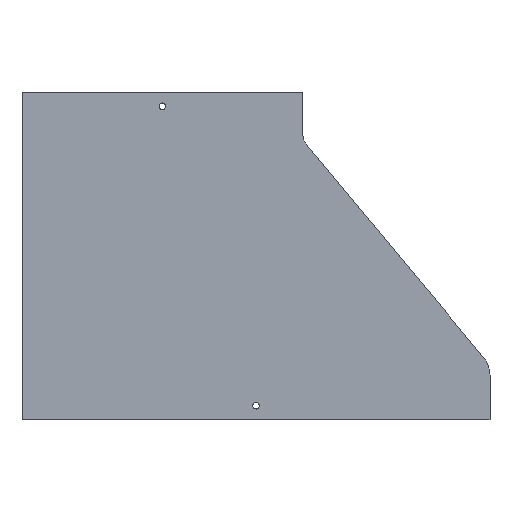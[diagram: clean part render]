
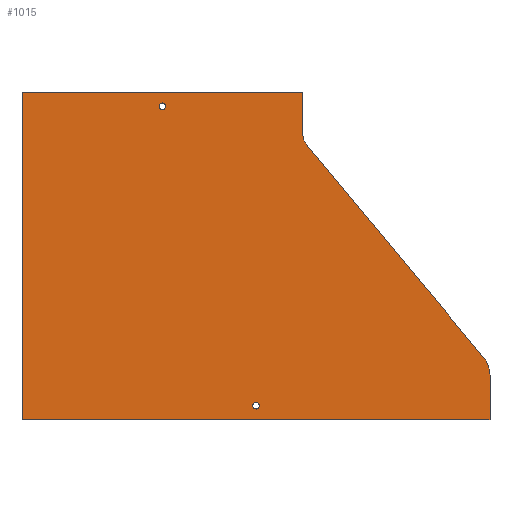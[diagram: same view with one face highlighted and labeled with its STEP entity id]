
A CAD part, front view. The second image highlights one B-rep face of the part: STEP entity #1015.
In plain terms, the highlighted planar face has unit normal (0, -1, 0).
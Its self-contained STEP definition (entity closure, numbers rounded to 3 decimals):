
#47 = DIRECTION ( 'NONE',  ( 0., 1., 0. ) ) ;
#64 = CARTESIAN_POINT ( 'NONE',  ( -320., 0., -44.139 ) ) ;
#75 = PLANE ( 'NONE',  #943 ) ;
#81 = DIRECTION ( 'NONE',  ( 0., 0., 1. ) ) ;
#143 = ORIENTED_EDGE ( 'NONE', *, *, #177, .F. ) ;
#174 = EDGE_CURVE ( 'NONE', #1780, #1780, #1445, .T. ) ;
#177 = EDGE_CURVE ( 'NONE', #1782, #1782, #1450, .T. ) ;
#179 = EDGE_CURVE ( 'NONE', #1299, #1310, #1448, .T. ) ;
#180 = EDGE_CURVE ( 'NONE', #1298, #1299, #1443, .T. ) ;
#181 = EDGE_CURVE ( 'NONE', #1274, #1298, #1452, .T. ) ;
#195 = EDGE_CURVE ( 'NONE', #1295, #1250, #1468, .T. ) ;
#196 = EDGE_CURVE ( 'NONE', #1258, #1294, #1480, .T. ) ;
#197 = EDGE_CURVE ( 'NONE', #1294, #1295, #1482, .T. ) ;
#259 = EDGE_CURVE ( 'NONE', #1258, #1274, #1591, .T. ) ;
#283 = EDGE_CURVE ( 'NONE', #1310, #1250, #1627, .T. ) ;
#317 = AXIS2_PLACEMENT_3D ( 'NONE', #768, #654, #665 ) ;
#319 = AXIS2_PLACEMENT_3D ( 'NONE', #662, #663, #763 ) ;
#320 = AXIS2_PLACEMENT_3D ( 'NONE', #458, #765, #764 ) ;
#321 = AXIS2_PLACEMENT_3D ( 'NONE', #572, #770, #655 ) ;
#451 = CARTESIAN_POINT ( 'NONE',  ( 304.636, 0., -56.942 ) ) ;
#458 = CARTESIAN_POINT ( 'NONE',  ( 320., 0., -44.139 ) ) ;
#475 = DIRECTION ( 'NONE',  ( -1., 0., 0. ) ) ;
#477 = CARTESIAN_POINT ( 'NONE',  ( -500., 0., -350. ) ) ;
#478 = DIRECTION ( 'NONE',  ( 0., 0., 1. ) ) ;
#481 = DIRECTION ( 'NONE',  ( 0., 0., 1. ) ) ;
#483 = CARTESIAN_POINT ( 'NONE',  ( 0., 0., 0. ) ) ;
#569 = CARTESIAN_POINT ( 'NONE',  ( 500., 0., -302.241 ) ) ;
#572 = CARTESIAN_POINT ( 'NONE',  ( 470., 0., -302.241 ) ) ;
#600 = CARTESIAN_POINT ( 'NONE',  ( 300., 0., 0. ) ) ;
#641 = DIRECTION ( 'NONE',  ( 0., 0., 1. ) ) ;
#654 = DIRECTION ( 'NONE',  ( 0., -1., 0. ) ) ;
#655 = DIRECTION ( 'NONE',  ( 0., 0., 1. ) ) ;
#662 = CARTESIAN_POINT ( 'NONE',  ( 250., 0., -335. ) ) ;
#663 = DIRECTION ( 'NONE',  ( 0., -1., 0. ) ) ;
#665 = DIRECTION ( 'NONE',  ( 0., 0., -1. ) ) ;
#697 = DIRECTION ( 'NONE',  ( 1., 0., 0. ) ) ;
#741 = CARTESIAN_POINT ( 'NONE',  ( -300., 0., 0. ) ) ;
#761 = DIRECTION ( 'NONE',  ( -0.64, 0., 0.768 ) ) ;
#763 = DIRECTION ( 'NONE',  ( 0., 0., -1. ) ) ;
#764 = DIRECTION ( 'NONE',  ( 0., 0., 1. ) ) ;
#765 = DIRECTION ( 'NONE',  ( 0., 1., 0. ) ) ;
#768 = CARTESIAN_POINT ( 'NONE',  ( 150., 0., -15. ) ) ;
#770 = DIRECTION ( 'NONE',  ( 0., -1., 0. ) ) ;
#832 = CARTESIAN_POINT ( 'NONE',  ( 300., 0., 0. ) ) ;
#840 = CARTESIAN_POINT ( 'NONE',  ( 500., 0., -350. ) ) ;
#856 = CARTESIAN_POINT ( 'NONE',  ( 500., 0., -302.241 ) ) ;
#876 = CARTESIAN_POINT ( 'NONE',  ( 0., 0., -350. ) ) ;
#877 = CARTESIAN_POINT ( 'NONE',  ( 0., 0., 0. ) ) ;
#880 = CARTESIAN_POINT ( 'NONE',  ( 493.047, 0., -283.035 ) ) ;
#881 = CARTESIAN_POINT ( 'NONE',  ( 304.636, 0., -56.942 ) ) ;
#892 = CARTESIAN_POINT ( 'NONE',  ( 300., 0., -44.139 ) ) ;
#905 = CARTESIAN_POINT ( 'NONE',  ( 150., 0., -18.5 ) ) ;
#907 = CARTESIAN_POINT ( 'NONE',  ( 250., 0., -338.5 ) ) ;
#943 = AXIS2_PLACEMENT_3D ( 'NONE', #64, #47, #81 ) ;
#1015 = ADVANCED_FACE ( 'NONE', ( #1716, #1719, #1714 ), #75, .F. ) ;
#1051 = ORIENTED_EDGE ( 'NONE', *, *, #174, .F. ) ;
#1052 = ORIENTED_EDGE ( 'NONE', *, *, #195, .F. ) ;
#1053 = ORIENTED_EDGE ( 'NONE', *, *, #197, .F. ) ;
#1054 = ORIENTED_EDGE ( 'NONE', *, *, #196, .F. ) ;
#1055 = ORIENTED_EDGE ( 'NONE', *, *, #259, .T. ) ;
#1056 = ORIENTED_EDGE ( 'NONE', *, *, #181, .T. ) ;
#1057 = ORIENTED_EDGE ( 'NONE', *, *, #180, .T. ) ;
#1058 = ORIENTED_EDGE ( 'NONE', *, *, #179, .T. ) ;
#1059 = ORIENTED_EDGE ( 'NONE', *, *, #283, .T. ) ;
#1163 = EDGE_LOOP ( 'NONE', ( #1051 ) ) ;
#1180 = EDGE_LOOP ( 'NONE', ( #1052, #1053, #1054, #1055, #1056, #1057, #1058, #1059 ) ) ;
#1181 = EDGE_LOOP ( 'NONE', ( #143 ) ) ;
#1250 = VERTEX_POINT ( 'NONE', #832 ) ;
#1258 = VERTEX_POINT ( 'NONE', #840 ) ;
#1274 = VERTEX_POINT ( 'NONE', #856 ) ;
#1294 = VERTEX_POINT ( 'NONE', #876 ) ;
#1295 = VERTEX_POINT ( 'NONE', #877 ) ;
#1298 = VERTEX_POINT ( 'NONE', #880 ) ;
#1299 = VERTEX_POINT ( 'NONE', #881 ) ;
#1310 = VERTEX_POINT ( 'NONE', #892 ) ;
#1443 = LINE ( 'NONE', #451, #1455 ) ;
#1445 = CIRCLE ( 'NONE', #317, 3.5 ) ;
#1448 = CIRCLE ( 'NONE', #320, 20. ) ;
#1450 = CIRCLE ( 'NONE', #319, 3.5 ) ;
#1452 = CIRCLE ( 'NONE', #321, 30. ) ;
#1455 = VECTOR ( 'NONE', #761, 1000. ) ;
#1468 = LINE ( 'NONE', #741, #1481 ) ;
#1480 = LINE ( 'NONE', #477, #1483 ) ;
#1481 = VECTOR ( 'NONE', #697, 1000. ) ;
#1482 = LINE ( 'NONE', #483, #1485 ) ;
#1483 = VECTOR ( 'NONE', #475, 1000. ) ;
#1485 = VECTOR ( 'NONE', #478, 1000. ) ;
#1591 = LINE ( 'NONE', #569, #1594 ) ;
#1594 = VECTOR ( 'NONE', #641, 1000. ) ;
#1627 = LINE ( 'NONE', #600, #1634 ) ;
#1634 = VECTOR ( 'NONE', #481, 1000. ) ;
#1714 = FACE_OUTER_BOUND ( 'NONE', #1180, .T. ) ;
#1716 = FACE_BOUND ( 'NONE', #1181, .T. ) ;
#1719 = FACE_BOUND ( 'NONE', #1163, .T. ) ;
#1780 = VERTEX_POINT ( 'NONE', #905 ) ;
#1782 = VERTEX_POINT ( 'NONE', #907 ) ;
